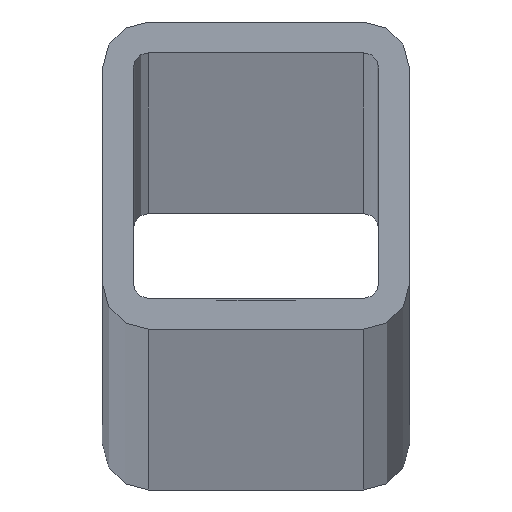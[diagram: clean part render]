
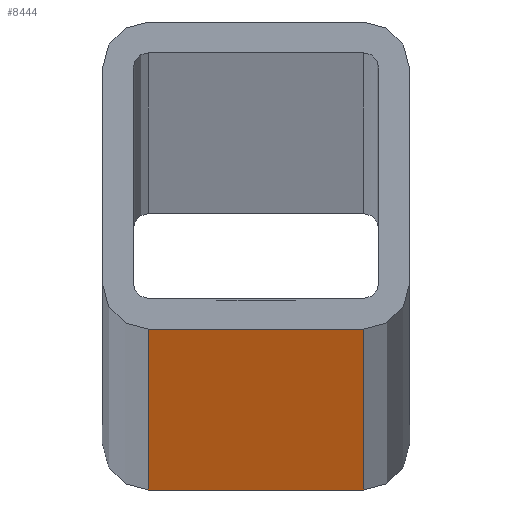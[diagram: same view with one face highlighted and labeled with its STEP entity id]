
A CAD part, top view. The second image highlights one B-rep face of the part: STEP entity #8444.
In plain terms, the highlighted planar face has unit normal (0, -1, 0).
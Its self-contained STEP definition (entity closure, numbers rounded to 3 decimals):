
#102 = ORIENTED_EDGE ( 'NONE', *, *, #6520, .F. ) ;
#640 = ORIENTED_EDGE ( 'NONE', *, *, #2660, .T. ) ;
#1107 = CARTESIAN_POINT ( 'NONE',  ( -10., -10., 0. ) ) ;
#1153 = PLANE ( 'NONE',  #12685 ) ;
#1688 = EDGE_CURVE ( 'NONE', #7342, #4782, #5425, .T. ) ;
#2071 = DIRECTION ( 'NONE',  ( 1., 0., 0. ) ) ;
#2358 = LINE ( 'NONE', #3828, #9711 ) ;
#2394 = CARTESIAN_POINT ( 'NONE',  ( -10., -10., -6000. ) ) ;
#2476 = VERTEX_POINT ( 'NONE', #10838 ) ;
#2660 = EDGE_CURVE ( 'NONE', #10749, #7342, #7247, .T. ) ;
#2902 = CARTESIAN_POINT ( 'NONE',  ( 7., -10., -6000. ) ) ;
#3118 = CARTESIAN_POINT ( 'NONE',  ( -10., -10., -6000. ) ) ;
#3828 = CARTESIAN_POINT ( 'NONE',  ( -7., -10., -6000. ) ) ;
#4133 = DIRECTION ( 'NONE',  ( 0., 0., -1. ) ) ;
#4782 = VERTEX_POINT ( 'NONE', #10959 ) ;
#5073 = VECTOR ( 'NONE', #11394, 1000. ) ;
#5392 = ORIENTED_EDGE ( 'NONE', *, *, #1688, .T. ) ;
#5425 = LINE ( 'NONE', #2902, #10125 ) ;
#5697 = CARTESIAN_POINT ( 'NONE',  ( 7., -10., -6000. ) ) ;
#6120 = VECTOR ( 'NONE', #2071, 1000. ) ;
#6520 = EDGE_CURVE ( 'NONE', #2476, #4782, #11591, .T. ) ;
#6549 = ORIENTED_EDGE ( 'NONE', *, *, #7066, .T. ) ;
#7066 = EDGE_CURVE ( 'NONE', #2476, #10749, #2358, .T. ) ;
#7247 = LINE ( 'NONE', #2394, #5073 ) ;
#7342 = VERTEX_POINT ( 'NONE', #5697 ) ;
#7879 = DIRECTION ( 'NONE',  ( 0., 0., 1. ) ) ;
#8138 = DIRECTION ( 'NONE',  ( 0., -1., 0. ) ) ;
#8288 = EDGE_LOOP ( 'NONE', ( #102, #6549, #640, #5392 ) ) ;
#8444 = ADVANCED_FACE ( 'NONE', ( #9155 ), #1153, .T. ) ;
#9155 = FACE_OUTER_BOUND ( 'NONE', #8288, .T. ) ;
#9711 = VECTOR ( 'NONE', #10821, 1000. ) ;
#10125 = VECTOR ( 'NONE', #7879, 1000. ) ;
#10749 = VERTEX_POINT ( 'NONE', #11738 ) ;
#10821 = DIRECTION ( 'NONE',  ( 0., 0., -1. ) ) ;
#10838 = CARTESIAN_POINT ( 'NONE',  ( -7., -10., 0. ) ) ;
#10959 = CARTESIAN_POINT ( 'NONE',  ( 7., -10., 0. ) ) ;
#11394 = DIRECTION ( 'NONE',  ( 1., 0., 0. ) ) ;
#11591 = LINE ( 'NONE', #1107, #6120 ) ;
#11738 = CARTESIAN_POINT ( 'NONE',  ( -7., -10., -6000. ) ) ;
#12685 = AXIS2_PLACEMENT_3D ( 'NONE', #3118, #8138, #4133 ) ;
